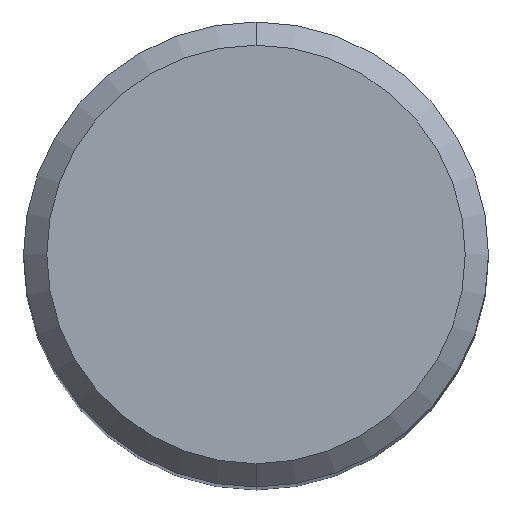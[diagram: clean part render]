
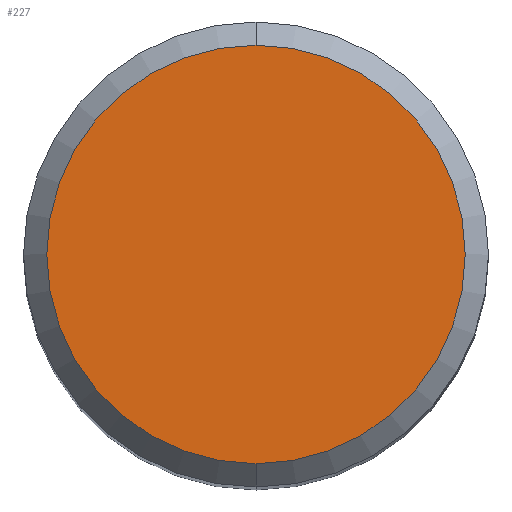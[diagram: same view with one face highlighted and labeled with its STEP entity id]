
A CAD part, top view. The second image highlights one B-rep face of the part: STEP entity #227.
In plain terms, the highlighted planar face has unit normal (0, 0, 1).
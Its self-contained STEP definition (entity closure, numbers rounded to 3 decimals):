
#115=EDGE_CURVE('',#185,#213,#267,.T.);
#185=VERTEX_POINT('',#348);
#197=EDGE_CURVE('',#213,#185,#362,.T.);
#213=VERTEX_POINT('',#379);
#227=ADVANCED_FACE('',(#394),#395,.T.);
#267=CIRCLE('',#434,5.4);
#348=CARTESIAN_POINT('',(0.0,5.4,0.0));
#362=CIRCLE('',#548,5.4);
#379=CARTESIAN_POINT('',(0.,-5.4,0.0));
#394=FACE_OUTER_BOUND('',#594,.T.);
#395=PLANE('',#595);
#434=AXIS2_PLACEMENT_3D('',#621,#622,#623);
#548=AXIS2_PLACEMENT_3D('',#750,#751,#752);
#594=EDGE_LOOP('',(#787,#788));
#595=AXIS2_PLACEMENT_3D('',#789,#790,#791);
#621=CARTESIAN_POINT('',(0.0,0.0,0.0));
#622=DIRECTION('',(0.0,0.0,-1.0));
#623=DIRECTION('',(0.0,1.0,0.0));
#750=CARTESIAN_POINT('',(0.0,0.0,0.0));
#751=DIRECTION('',(0.0,0.0,-1.0));
#752=DIRECTION('',(0.0,1.0,0.0));
#787=ORIENTED_EDGE('',*,*,#115,.F.);
#788=ORIENTED_EDGE('',*,*,#197,.F.);
#789=CARTESIAN_POINT('',(0.0,2.7,0.0));
#790=DIRECTION('',(-0.0,0.0,1.0));
#791=DIRECTION('',(0.0,-1.0,0.0));
